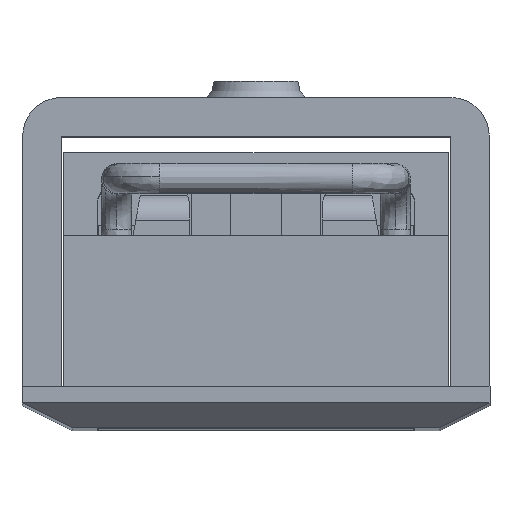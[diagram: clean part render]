
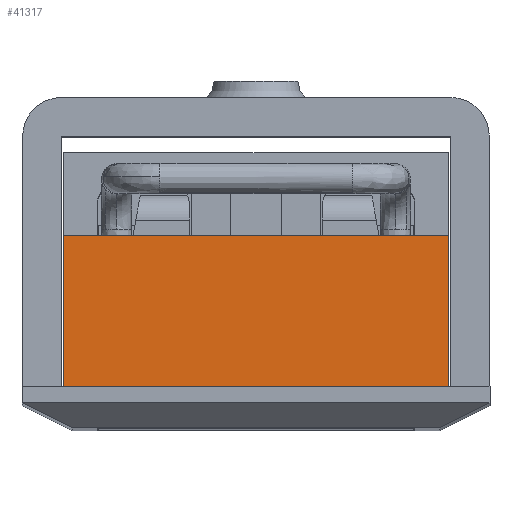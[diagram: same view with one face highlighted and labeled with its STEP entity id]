
A CAD part, top view. The second image highlights one B-rep face of the part: STEP entity #41317.
In plain terms, the highlighted free-form (B-spline) face has degree [1, 1] with [2, 2] control points.
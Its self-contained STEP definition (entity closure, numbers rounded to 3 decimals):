
#41282=CARTESIAN_POINT('',(10.45,-12.649,97.5));
#41283=CARTESIAN_POINT('',(0.55,-12.649,97.5));
#41284=CARTESIAN_POINT('',(10.45,12.649,97.5));
#41285=CARTESIAN_POINT('',(0.55,12.649,97.5));
#41286=B_SPLINE_SURFACE_WITH_KNOTS('',1,1,((#41282,#41284),(#41283,#41285)),.UNSPECIFIED.,.F.,.F.,.U.,(2,2),(2,2),(0.0,9.899),(0.0,25.298),.UNSPECIFIED.);
#41287=CARTESIAN_POINT('',(1.0,-11.5,97.5));
#41288=VERTEX_POINT('',#41287);
#41289=CARTESIAN_POINT('',(10.0,-11.5,97.5));
#41290=VERTEX_POINT('',#41289);
#41291=CARTESIAN_POINT('',(1.0,-11.5,97.5));
#41292=CARTESIAN_POINT('',(10.0,-11.5,97.5));
#41293=QUASI_UNIFORM_CURVE('',1,(#41291,#41292),.UNSPECIFIED.,.F.,.U.);
#41294=EDGE_CURVE('',#41288,#41290,#41293,.T.);
#41295=ORIENTED_EDGE('',*,*,#41294,.T.);
#41296=CARTESIAN_POINT('',(10.0,11.5,97.5));
#41297=VERTEX_POINT('',#41296);
#41298=CARTESIAN_POINT('',(10.0,11.5,97.5));
#41299=CARTESIAN_POINT('',(10.0,-11.5,97.5));
#41300=QUASI_UNIFORM_CURVE('',1,(#41298,#41299),.UNSPECIFIED.,.F.,.U.);
#41301=EDGE_CURVE('',#41297,#41290,#41300,.T.);
#41302=ORIENTED_EDGE('',*,*,#41301,.F.);
#41303=CARTESIAN_POINT('',(1.0,11.5,97.5));
#41304=VERTEX_POINT('',#41303);
#41305=CARTESIAN_POINT('',(1.0,11.5,97.5));
#41306=CARTESIAN_POINT('',(10.0,11.5,97.5));
#41307=QUASI_UNIFORM_CURVE('',1,(#41305,#41306),.UNSPECIFIED.,.F.,.U.);
#41308=EDGE_CURVE('',#41304,#41297,#41307,.T.);
#41309=ORIENTED_EDGE('',*,*,#41308,.F.);
#41310=CARTESIAN_POINT('',(1.0,11.5,97.5));
#41311=CARTESIAN_POINT('',(1.0,-11.5,97.5));
#41312=QUASI_UNIFORM_CURVE('',1,(#41310,#41311),.UNSPECIFIED.,.F.,.U.);
#41313=EDGE_CURVE('',#41304,#41288,#41312,.T.);
#41314=ORIENTED_EDGE('',*,*,#41313,.T.);
#41315=EDGE_LOOP('',(#41295,#41302,#41309,#41314));
#41316=FACE_OUTER_BOUND('',#41315,.T.);
#41317=ADVANCED_FACE('',(#41316),#41286,.F.);
